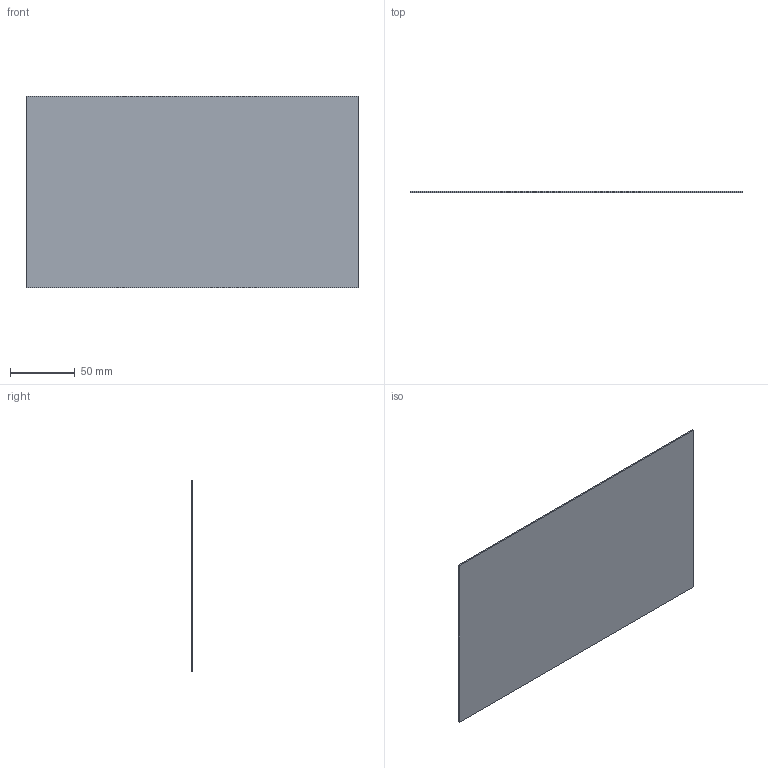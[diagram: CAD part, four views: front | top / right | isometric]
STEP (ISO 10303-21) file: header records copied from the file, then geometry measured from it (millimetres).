
FILE_DESCRIPTION (( 'CADO STEP EXCHANGE' ),'1' );
FILE_NAME ('RowShape_Unit__0__RowIndex__0___Divider__0__solid.step', '2020-05-12T17:01:54', ( 'alsalihi' ), ( 'none' ), 'CADO V5', 'CADO STEP AP203', '' );
FILE_SCHEMA (( 'CONFIG_CONTROL_DESIGN' ));
Length unit declared in the file: millimetre
Products named in the file (1): Part1
Bounding box: 256 x 1 x 148 mm (x, y, z)
Volume: 12629.3 mm3; surface area: 76584 mm2
Topology: 1 solids, 1 shells, 6 faces, 12 edges, 8 vertices
Faces by surface type: bspline 6
Entity records: 186 total; most frequent: CARTESIAN_POINT 57, ORIENTED_EDGE 24, B_SPLINE_CURVE_WITH_KNOTS 12, EDGE_CURVE 12, VERTEX_POINT 8, EDGE_LOOP 6, FACE_OUTER_BOUND 6, B_SPLINE_SURFACE_WITH_KNOTS 6
